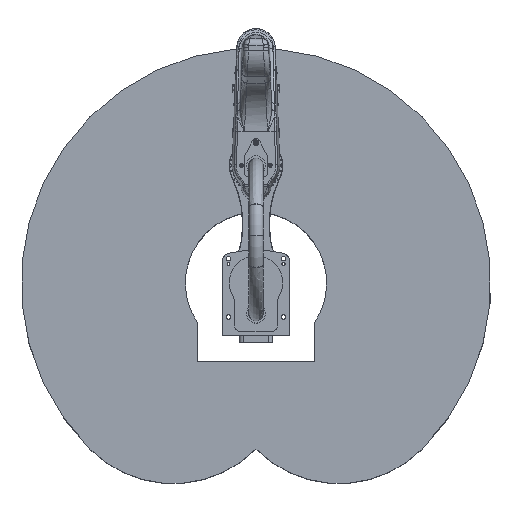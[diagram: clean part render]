
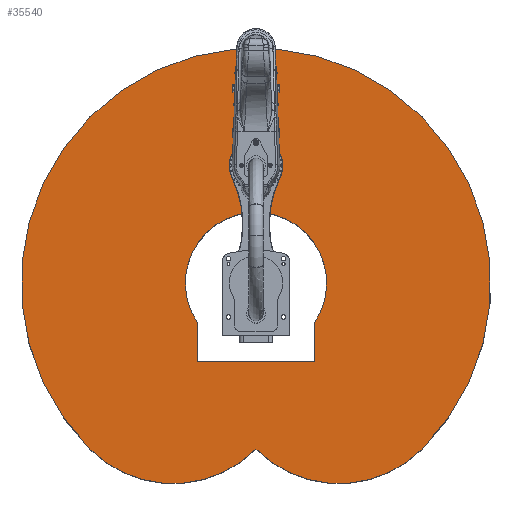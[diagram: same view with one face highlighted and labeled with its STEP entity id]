
A CAD part, top view. The second image highlights one B-rep face of the part: STEP entity #35540.
In plain terms, the highlighted planar face has unit normal (0, 0, 1).
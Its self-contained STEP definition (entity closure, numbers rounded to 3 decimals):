
#1141=FACE_BOUND('',#11314,.T.);
#3684=LINE('',#79539,#6040);
#3688=LINE('',#79546,#6044);
#3691=LINE('',#79552,#6047);
#6040=VECTOR('',#48090,10.);
#6044=VECTOR('',#48096,10.);
#6047=VECTOR('',#48101,10.);
#6931=PLANE('',#39151);
#8968=FACE_OUTER_BOUND('',#11313,.T.);
#11313=EDGE_LOOP('',(#31459,#31460,#31461));
#11314=EDGE_LOOP('',(#31462,#31463,#31464,#31465));
#12853=CIRCLE('',#39152,350.);
#12854=CIRCLE('',#39153,700.);
#12855=CIRCLE('',#39154,350.);
#12856=CIRCLE('',#39155,210.494);
#16780=VERTEX_POINT('',#79536);
#16781=VERTEX_POINT('',#79538);
#16783=VERTEX_POINT('',#79544);
#16785=VERTEX_POINT('',#79550);
#16786=VERTEX_POINT('',#79554);
#16787=VERTEX_POINT('',#79555);
#16788=VERTEX_POINT('',#79557);
#21672=EDGE_CURVE('',#16781,#16780,#3684,.T.);
#21676=EDGE_CURVE('',#16780,#16783,#3688,.T.);
#21679=EDGE_CURVE('',#16783,#16785,#3691,.T.);
#21680=EDGE_CURVE('',#16786,#16787,#12853,.T.);
#21681=EDGE_CURVE('',#16787,#16788,#12854,.T.);
#21682=EDGE_CURVE('',#16788,#16786,#12855,.T.);
#21683=EDGE_CURVE('',#16785,#16781,#12856,.T.);
#31459=ORIENTED_EDGE('',*,*,#21680,.T.);
#31460=ORIENTED_EDGE('',*,*,#21681,.T.);
#31461=ORIENTED_EDGE('',*,*,#21682,.T.);
#31462=ORIENTED_EDGE('',*,*,#21672,.T.);
#31463=ORIENTED_EDGE('',*,*,#21676,.T.);
#31464=ORIENTED_EDGE('',*,*,#21679,.T.);
#31465=ORIENTED_EDGE('',*,*,#21683,.T.);
#35540=ADVANCED_FACE('',(#8968,#1141),#6931,.T.);
#39151=AXIS2_PLACEMENT_3D('',#79553,#48102,#48103);
#39152=AXIS2_PLACEMENT_3D('',#79556,#48104,#48105);
#39153=AXIS2_PLACEMENT_3D('',#79558,#48106,#48107);
#39154=AXIS2_PLACEMENT_3D('',#79559,#48108,#48109);
#39155=AXIS2_PLACEMENT_3D('',#79560,#48110,#48111);
#48090=DIRECTION('',(-1.,0.,0.));
#48096=DIRECTION('',(0.,1.,0.));
#48101=DIRECTION('',(1.,0.,0.));
#48102=DIRECTION('center_axis',(0.,0.,1.));
#48103=DIRECTION('ref_axis',(1.,0.,0.));
#48104=DIRECTION('center_axis',(0.,0.,1.));
#48105=DIRECTION('ref_axis',(0.707,-0.707,0.));
#48106=DIRECTION('center_axis',(0.,0.,1.));
#48107=DIRECTION('ref_axis',(0.707,0.707,0.));
#48108=DIRECTION('center_axis',(0.,0.,1.));
#48109=DIRECTION('ref_axis',(0.707,-0.707,0.));
#48110=DIRECTION('center_axis',(0.,0.,-1.));
#48111=DIRECTION('ref_axis',(-1.,0.,0.));
#79536=CARTESIAN_POINT('',(-233.,-175.,400.));
#79538=CARTESIAN_POINT('',(-116.973,-175.,400.));
#79539=CARTESIAN_POINT('',(45.953,-175.,400.));
#79544=CARTESIAN_POINT('',(-233.,175.,400.));
#79546=CARTESIAN_POINT('',(-233.,-87.5,400.));
#79550=CARTESIAN_POINT('',(-116.973,175.,400.));
#79552=CARTESIAN_POINT('',(-108.047,175.,400.));
#79553=CARTESIAN_POINT('Origin',(16.906,0.,
400.));
#79554=CARTESIAN_POINT('',(-494.975,0.,400.));
#79555=CARTESIAN_POINT('',(-494.975,-494.975,400.));
#79556=CARTESIAN_POINT('Origin',(-247.487,-247.487,400.));
#79557=CARTESIAN_POINT('',(-494.975,494.975,400.));
#79558=CARTESIAN_POINT('Origin',(0.,0.,400.));
#79559=CARTESIAN_POINT('Origin',(-247.487,247.487,400.));
#79560=CARTESIAN_POINT('Origin',(0.,0.,400.));
